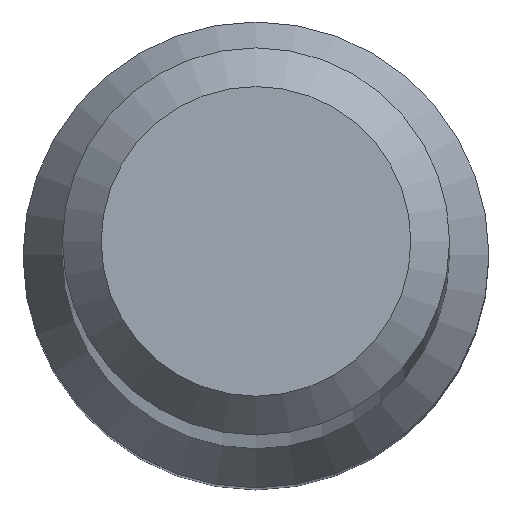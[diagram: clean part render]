
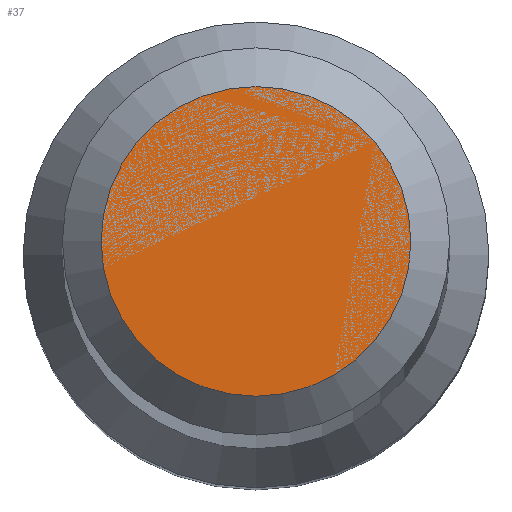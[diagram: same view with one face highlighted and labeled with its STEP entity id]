
A CAD part, top view. The second image highlights one B-rep face of the part: STEP entity #37.
In plain terms, the highlighted planar face has unit normal (0, 0, 1).
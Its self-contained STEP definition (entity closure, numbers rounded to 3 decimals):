
#1 = AXIS2_PLACEMENT_3D ( 'NONE', #72, #209, #295 ) ;
#37 = ADVANCED_FACE ( 'NONE', ( #191 ), #140, .F. ) ;
#72 = CARTESIAN_POINT ( 'NONE',  ( 0., 0., 70. ) ) ;
#91 = CIRCLE ( 'NONE', #107, 1.2 ) ;
#107 = AXIS2_PLACEMENT_3D ( 'NONE', #108, #129, #241 ) ;
#108 = CARTESIAN_POINT ( 'NONE',  ( 0., 0., 70. ) ) ;
#116 = CARTESIAN_POINT ( 'NONE',  ( 0., 1.2, 70. ) ) ;
#129 = DIRECTION ( 'NONE',  ( 0., 0., -1. ) ) ;
#140 = PLANE ( 'NONE',  #1 ) ;
#152 = EDGE_CURVE ( 'NONE', #296, #296, #91, .T. ) ;
#184 = ORIENTED_EDGE ( 'NONE', *, *, #152, .F. ) ;
#191 = FACE_OUTER_BOUND ( 'NONE', #270, .T. ) ;
#209 = DIRECTION ( 'NONE',  ( 0., 0., -1. ) ) ;
#241 = DIRECTION ( 'NONE',  ( 0., 1., 0. ) ) ;
#270 = EDGE_LOOP ( 'NONE', ( #184 ) ) ;
#295 = DIRECTION ( 'NONE',  ( 0., 1., 0. ) ) ;
#296 = VERTEX_POINT ( 'NONE', #116 ) ;
